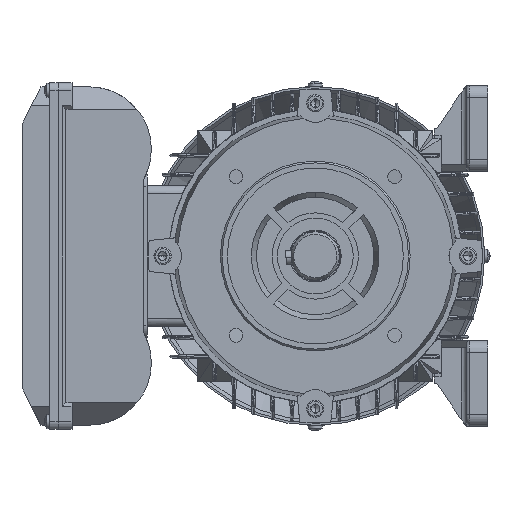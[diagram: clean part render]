
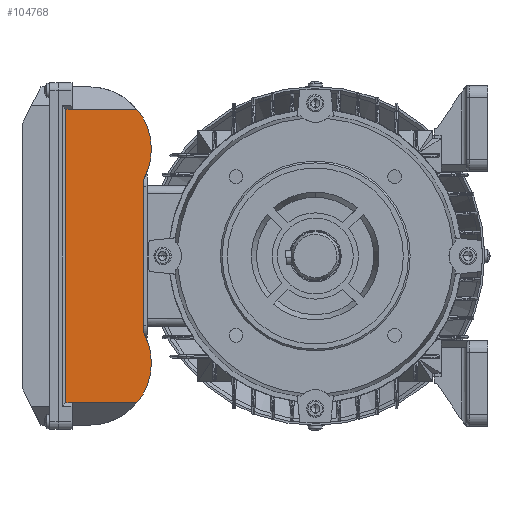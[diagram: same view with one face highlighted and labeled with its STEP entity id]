
A CAD part, left-side view. The second image highlights one B-rep face of the part: STEP entity #104768.
In plain terms, the highlighted face is planar.
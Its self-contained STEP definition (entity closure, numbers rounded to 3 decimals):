
#17728 = DIRECTION ( 'NONE',  ( -1., 0., 0. ) ) ;
#17729 = VECTOR ( 'NONE', #17728, 1000. ) ;
#17730 = CARTESIAN_POINT ( 'NONE',  ( -44.572, -24.75, 68. ) ) ;
#17731 = LINE ( 'NONE', #17730, #17729 ) ;
#18352 = CARTESIAN_POINT ( 'NONE',  ( 44.572, -24.75, 68. ) ) ;
#18353 = DIRECTION ( 'NONE',  ( -1., 0., 0. ) ) ;
#18354 = DIRECTION ( 'NONE',  ( 0., 0., -1. ) ) ;
#18355 = AXIS2_PLACEMENT_3D ( 'NONE', #18362, #18354, #18353 ) ;
#18356 = CIRCLE ( 'NONE', #18355, 36. ) ;
#18362 = CARTESIAN_POINT ( 'NONE',  ( 62., 6.75, 68. ) ) ;
#18363 = CARTESIAN_POINT ( 'NONE',  ( 85.065, -20.891, 68. ) ) ;
#18407 = DIRECTION ( 'NONE',  ( -1., 0., 0. ) ) ;
#18408 = DIRECTION ( 'NONE',  ( 0., 0., -1. ) ) ;
#18409 = CARTESIAN_POINT ( 'NONE',  ( -62., 6.75, 68. ) ) ;
#18410 = AXIS2_PLACEMENT_3D ( 'NONE', #18409, #18408, #18407 ) ;
#18411 = CIRCLE ( 'NONE', #18410, 36. ) ;
#18412 = CARTESIAN_POINT ( 'NONE',  ( -85.065, -20.891, 68. ) ) ;
#18413 = CARTESIAN_POINT ( 'NONE',  ( -44.572, -24.75, 68. ) ) ;
#18755 = CARTESIAN_POINT ( 'NONE',  ( 85.065, 20.25, 68. ) ) ;
#18756 = DIRECTION ( 'NONE',  ( 0., 1., 0. ) ) ;
#18757 = VECTOR ( 'NONE', #18756, 1000. ) ;
#18758 = CARTESIAN_POINT ( 'NONE',  ( 85.065, -29.25, 68. ) ) ;
#18759 = LINE ( 'NONE', #18758, #18757 ) ;
#18836 = LINE ( 'NONE', #18898, #18897 ) ;
#18837 = CARTESIAN_POINT ( 'NONE',  ( -85.065, 20.25, 68. ) ) ;
#18838 = DIRECTION ( 'NONE',  ( 1., 0., 0. ) ) ;
#18839 = VECTOR ( 'NONE', #18838, 1000. ) ;
#18840 = CARTESIAN_POINT ( 'NONE',  ( -119.5, 20.25, 68. ) ) ;
#18841 = LINE ( 'NONE', #18840, #18839 ) ;
#18866 = DIRECTION ( 'NONE',  ( 0., 1., 0. ) ) ;
#18867 = VECTOR ( 'NONE', #18866, 1000. ) ;
#18868 = CARTESIAN_POINT ( 'NONE',  ( 85.065, -45.25, 68. ) ) ;
#18869 = DIRECTION ( 'NONE',  ( -1., 0., 0. ) ) ;
#18870 = DIRECTION ( 'NONE',  ( 0., 0., -1. ) ) ;
#18871 = AXIS2_PLACEMENT_3D ( 'NONE', #18873, #18870, #18869 ) ;
#18872 = LINE ( 'NONE', #18868, #18867 ) ;
#18873 = CARTESIAN_POINT ( 'NONE',  ( -119.5, -29.25, 68. ) ) ;
#18874 = PLANE ( 'NONE',  #18871 ) ;
#18875 = FACE_OUTER_BOUND ( 'NONE', #104769, .T. ) ;
#18891 = DIRECTION ( 'NONE',  ( 0., 1., 0. ) ) ;
#18892 = VECTOR ( 'NONE', #18891, 1000. ) ;
#18893 = CARTESIAN_POINT ( 'NONE',  ( -85.065, -45.25, 68. ) ) ;
#18894 = LINE ( 'NONE', #18893, #18892 ) ;
#18895 = CARTESIAN_POINT ( 'NONE',  ( -85.065, 16.75, 68. ) ) ;
#18896 = DIRECTION ( 'NONE',  ( 0., -1., 0. ) ) ;
#18897 = VECTOR ( 'NONE', #18896, 1000. ) ;
#18898 = CARTESIAN_POINT ( 'NONE',  ( -85.065, -29.25, 68. ) ) ;
#18929 = CARTESIAN_POINT ( 'NONE',  ( 85.065, 16.75, 68. ) ) ;
#104152 = EDGE_CURVE ( 'NONE', #104485, #104508, #17731, .T. ) ;
#104481 = VERTEX_POINT ( 'NONE', #18363 ) ;
#104484 = EDGE_CURVE ( 'NONE', #104481, #104485, #18356, .T. ) ;
#104485 = VERTEX_POINT ( 'NONE', #18352 ) ;
#104508 = VERTEX_POINT ( 'NONE', #18413 ) ;
#104510 = EDGE_CURVE ( 'NONE', #104508, #104511, #18411, .T. ) ;
#104511 = VERTEX_POINT ( 'NONE', #18412 ) ;
#104689 = ORIENTED_EDGE ( 'NONE', *, *, #104690, .T. ) ;
#104690 = EDGE_CURVE ( 'NONE', #104772, #104691, #18759, .T. ) ;
#104691 = VERTEX_POINT ( 'NONE', #18755 ) ;
#104749 = ORIENTED_EDGE ( 'NONE', *, *, #104750, .F. ) ;
#104750 = EDGE_CURVE ( 'NONE', #104751, #104691, #18841, .T. ) ;
#104751 = VERTEX_POINT ( 'NONE', #18837 ) ;
#104752 = ORIENTED_EDGE ( 'NONE', *, *, #104753, .T. ) ;
#104753 = EDGE_CURVE ( 'NONE', #104751, #104754, #18836, .T. ) ;
#104754 = VERTEX_POINT ( 'NONE', #18895 ) ;
#104755 = ORIENTED_EDGE ( 'NONE', *, *, #104756, .F. ) ;
#104756 = EDGE_CURVE ( 'NONE', #104511, #104754, #18894, .T. ) ;
#104757 = ORIENTED_EDGE ( 'NONE', *, *, #104510, .F. ) ;
#104758 = ORIENTED_EDGE ( 'NONE', *, *, #104152, .F. ) ;
#104759 = ORIENTED_EDGE ( 'NONE', *, *, #104484, .F. ) ;
#104768 = ADVANCED_FACE ( 'NONE', ( #18875 ), #18874, .F. ) ;
#104769 = EDGE_LOOP ( 'NONE', ( #104770, #104689, #104749, #104752, #104755, #104757, #104758, #104759 ) ) ;
#104770 = ORIENTED_EDGE ( 'NONE', *, *, #104771, .T. ) ;
#104771 = EDGE_CURVE ( 'NONE', #104481, #104772, #18872, .T. ) ;
#104772 = VERTEX_POINT ( 'NONE', #18929 ) ;
